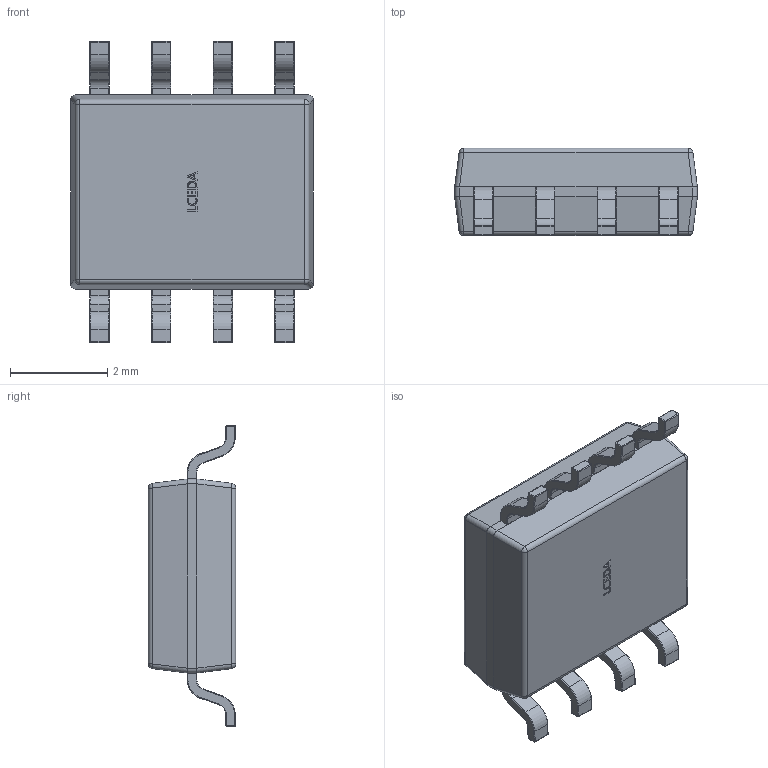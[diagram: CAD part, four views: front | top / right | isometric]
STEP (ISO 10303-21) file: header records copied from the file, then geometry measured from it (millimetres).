
FILE_DESCRIPTION(/* description */ ('STEP AP242','CAx-IF Rec.Pracs.---Representation and Presentation of Product Manufacturing Information (PMI)---4.0---2014-10-13','CAx-IF Rec.Pracs.---3D Tessellated Geometry---0.4---2014-09-14','2;1'),/* implementation_level */ '2;1');
FILE_NAME(/* name */ '681dccedd9c10c3590e9f1e4',/* time_stamp */ '2025-05-09T09:37:50Z',/* author */ (''),/* organization */ (''),/* preprocessor_version */ 'ST-DEVELOPER v20',/* originating_system */ 'ONSHAPE BY PTC INC, 1.197',/* authorisation */ ' ');
FILE_SCHEMA (('AP242_MANAGED_MODEL_BASED_3D_ENGINEERING_MIM_LF { 1 0 10303 442 1 1 4 }'));
Length unit declared in the file: metre
Products named in the file (22): SOP-8_L5.0-W4.0-P1.27-LS6.0-BL~SOP-8_L5.0-W4.0-H1.8-LS6.2-P1.27~XE8p
Bounding box: 5 x 1.8 x 6.2 mm (x, y, z)
Volume: 35.4 mm3; surface area: 83.1 mm2
Topology: 22 solids, 22 shells, 740 faces, 1840 edges, 1116 vertices
Faces by surface type: plane 294, cylinder 203, bspline 131, torus 64, sphere 48
Full cylindrical faces by diameter (mm): 0.5 x1
Entity records: 28941 total; most frequent: CARTESIAN_POINT 6931, ORIENTED_EDGE 3582, DIRECTION 3255, EDGE_CURVE 1791, AXIS2_PLACEMENT_3D 1130, VERTEX_POINT 1112, LINE 995, VECTOR 995
